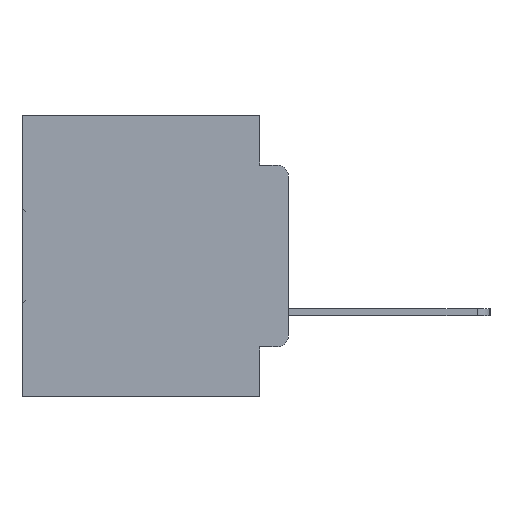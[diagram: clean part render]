
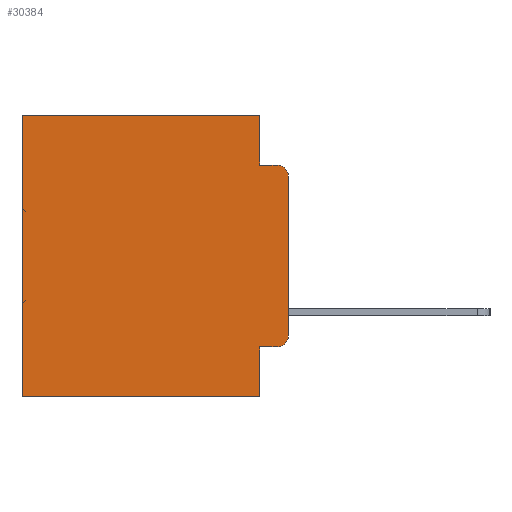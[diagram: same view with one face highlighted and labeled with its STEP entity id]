
A CAD part, left-side view. The second image highlights one B-rep face of the part: STEP entity #30384.
In plain terms, the highlighted planar face has unit normal (-1, 0, 0).
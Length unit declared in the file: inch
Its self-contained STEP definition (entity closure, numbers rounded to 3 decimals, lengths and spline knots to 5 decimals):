
#242 = AXIS2_PLACEMENT_3D ( 'NONE', #30242, #14230, #32860 ) ;
#666 = AXIS2_PLACEMENT_3D ( 'NONE', #16257, #34753, #18973 ) ;
#1288 = ORIENTED_EDGE ( 'NONE', *, *, #3647, .F. ) ;
#1393 = DIRECTION ( 'NONE',  ( 0., -1., 0. ) ) ;
#1404 = LINE ( 'NONE', #1885, #14992 ) ;
#1885 = CARTESIAN_POINT ( 'NONE',  ( 0.298, 0.473, 0. ) ) ;
#2041 = VERTEX_POINT ( 'NONE', #6229 ) ;
#2617 = CARTESIAN_POINT ( 'NONE',  ( 0.298, 0., 0. ) ) ;
#2722 = FACE_OUTER_BOUND ( 'NONE', #28010, .T. ) ;
#2972 = ORIENTED_EDGE ( 'NONE', *, *, #20048, .T. ) ;
#3259 = CARTESIAN_POINT ( 'NONE',  ( 0.298, 0., 0. ) ) ;
#3647 = EDGE_CURVE ( 'NONE', #12676, #6577, #9338, .T. ) ;
#3932 = LINE ( 'NONE', #2617, #18358 ) ;
#4582 = CARTESIAN_POINT ( 'NONE',  ( 0.298, 0.051, 0. ) ) ;
#4765 = CARTESIAN_POINT ( 'NONE',  ( 0.298, 0., -0.3915 ) ) ;
#4984 = LINE ( 'NONE', #24004, #11333 ) ;
#5001 = EDGE_CURVE ( 'NONE', #32066, #12159, #4984, .T. ) ;
#5036 = VECTOR ( 'NONE', #27529, 39.37008 ) ;
#6229 = CARTESIAN_POINT ( 'NONE',  ( 0.298, 0., -0.1085 ) ) ;
#6342 = ORIENTED_EDGE ( 'NONE', *, *, #18119, .F. ) ;
#6559 = DIRECTION ( 'NONE',  ( 0., -1., 0. ) ) ;
#6577 = VERTEX_POINT ( 'NONE', #14028 ) ;
#6599 = CARTESIAN_POINT ( 'NONE',  ( 0.298, 0.02, -0.1085 ) ) ;
#6969 = CIRCLE ( 'NONE', #7422, 0.02 ) ;
#7422 = AXIS2_PLACEMENT_3D ( 'NONE', #6599, #25533, #9325 ) ;
#7547 = LINE ( 'NONE', #3259, #21129 ) ;
#8456 = ORIENTED_EDGE ( 'NONE', *, *, #26531, .F. ) ;
#9291 = CARTESIAN_POINT ( 'NONE',  ( 0.298, 0.051, -0.4115 ) ) ;
#9325 = DIRECTION ( 'NONE',  ( 0., 0., -1. ) ) ;
#9338 = LINE ( 'NONE', #25490, #10178 ) ;
#10178 = VECTOR ( 'NONE', #6559, 39.37008 ) ;
#11175 = CARTESIAN_POINT ( 'NONE',  ( 0.298, 0.051, -0.4115 ) ) ;
#11333 = VECTOR ( 'NONE', #34431, 39.37008 ) ;
#11465 = EDGE_CURVE ( 'NONE', #30916, #20747, #28389, .T. ) ;
#12159 = VERTEX_POINT ( 'NONE', #34168 ) ;
#12245 = LINE ( 'NONE', #24844, #5036 ) ;
#12674 = CARTESIAN_POINT ( 'NONE',  ( 0.298, 0.051, 0. ) ) ;
#12676 = VERTEX_POINT ( 'NONE', #30842 ) ;
#13222 = VECTOR ( 'NONE', #1393, 39.37008 ) ;
#13959 = VERTEX_POINT ( 'NONE', #4582 ) ;
#14028 = CARTESIAN_POINT ( 'NONE',  ( 0.298, 0.02, -0.0885 ) ) ;
#14230 = DIRECTION ( 'NONE',  ( 1., 0., 0. ) ) ;
#14328 = EDGE_CURVE ( 'NONE', #2041, #32197, #7547, .T. ) ;
#14992 = VECTOR ( 'NONE', #20832, 39.37008 ) ;
#16257 = CARTESIAN_POINT ( 'NONE',  ( 0.298, 0.02, -0.3915 ) ) ;
#16711 = VERTEX_POINT ( 'NONE', #27682 ) ;
#17241 = VECTOR ( 'NONE', #18156, 39.37008 ) ;
#17733 = CARTESIAN_POINT ( 'NONE',  ( 0.298, 0.051, -0.5 ) ) ;
#17862 = CARTESIAN_POINT ( 'NONE',  ( 0.298, 0.02, -0.4115 ) ) ;
#18119 = EDGE_CURVE ( 'NONE', #30916, #32066, #25220, .T. ) ;
#18156 = DIRECTION ( 'NONE',  ( 0., 0., -1. ) ) ;
#18358 = VECTOR ( 'NONE', #21560, 39.37008 ) ;
#18436 = EDGE_CURVE ( 'NONE', #2041, #6577, #6969, .T. ) ;
#18973 = DIRECTION ( 'NONE',  ( 0., 0., -1. ) ) ;
#19963 = ORIENTED_EDGE ( 'NONE', *, *, #5001, .F. ) ;
#20048 = EDGE_CURVE ( 'NONE', #13959, #16711, #3932, .T. ) ;
#20747 = VERTEX_POINT ( 'NONE', #17862 ) ;
#20832 = DIRECTION ( 'NONE',  ( 0., 0., -1. ) ) ;
#21080 = CIRCLE ( 'NONE', #666, 0.02 ) ;
#21129 = VECTOR ( 'NONE', #24887, 39.37008 ) ;
#21199 = ORIENTED_EDGE ( 'NONE', *, *, #14328, .F. ) ;
#21560 = DIRECTION ( 'NONE',  ( 0., 1., 0. ) ) ;
#22256 = PLANE ( 'NONE',  #242 ) ;
#24004 = CARTESIAN_POINT ( 'NONE',  ( 0.298, 0., -0.5 ) ) ;
#24744 = EDGE_CURVE ( 'NONE', #16711, #12159, #1404, .T. ) ;
#24844 = CARTESIAN_POINT ( 'NONE',  ( 0.298, 0.051, 0. ) ) ;
#24887 = DIRECTION ( 'NONE',  ( 0., 0., -1. ) ) ;
#25220 = LINE ( 'NONE', #12674, #17241 ) ;
#25490 = CARTESIAN_POINT ( 'NONE',  ( 0.298, 0.051, -0.0885 ) ) ;
#25533 = DIRECTION ( 'NONE',  ( -1., 0., 0. ) ) ;
#26531 = EDGE_CURVE ( 'NONE', #13959, #12676, #12245, .T. ) ;
#27529 = DIRECTION ( 'NONE',  ( 0., 0., -1. ) ) ;
#27682 = CARTESIAN_POINT ( 'NONE',  ( 0.298, 0.473, 0. ) ) ;
#27906 = ORIENTED_EDGE ( 'NONE', *, *, #11465, .T. ) ;
#28010 = EDGE_LOOP ( 'NONE', ( #21199, #28295, #1288, #8456, #2972, #31560, #19963, #6342, #27906, #29538 ) ) ;
#28295 = ORIENTED_EDGE ( 'NONE', *, *, #18436, .T. ) ;
#28389 = LINE ( 'NONE', #9291, #13222 ) ;
#28762 = EDGE_CURVE ( 'NONE', #20747, #32197, #21080, .T. ) ;
#29538 = ORIENTED_EDGE ( 'NONE', *, *, #28762, .T. ) ;
#30242 = CARTESIAN_POINT ( 'NONE',  ( 0.298, 0., 0. ) ) ;
#30384 = ADVANCED_FACE ( 'NONE', ( #2722 ), #22256, .F. ) ;
#30842 = CARTESIAN_POINT ( 'NONE',  ( 0.298, 0.051, -0.0885 ) ) ;
#30916 = VERTEX_POINT ( 'NONE', #11175 ) ;
#31560 = ORIENTED_EDGE ( 'NONE', *, *, #24744, .T. ) ;
#32066 = VERTEX_POINT ( 'NONE', #17733 ) ;
#32197 = VERTEX_POINT ( 'NONE', #4765 ) ;
#32860 = DIRECTION ( 'NONE',  ( 0., 0., -1. ) ) ;
#34168 = CARTESIAN_POINT ( 'NONE',  ( 0.298, 0.473, -0.5 ) ) ;
#34431 = DIRECTION ( 'NONE',  ( 0., 1., 0. ) ) ;
#34753 = DIRECTION ( 'NONE',  ( -1., 0., 0. ) ) ;
